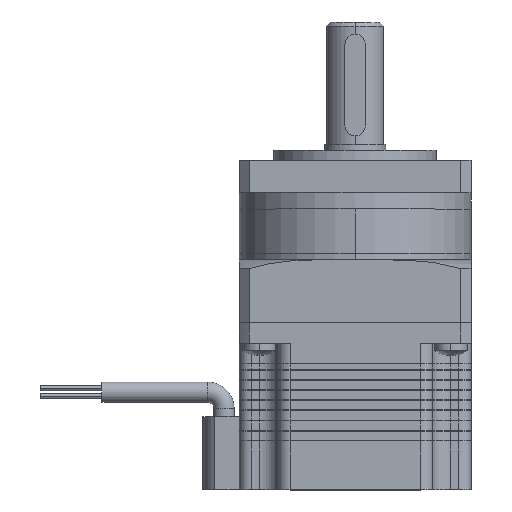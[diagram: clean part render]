
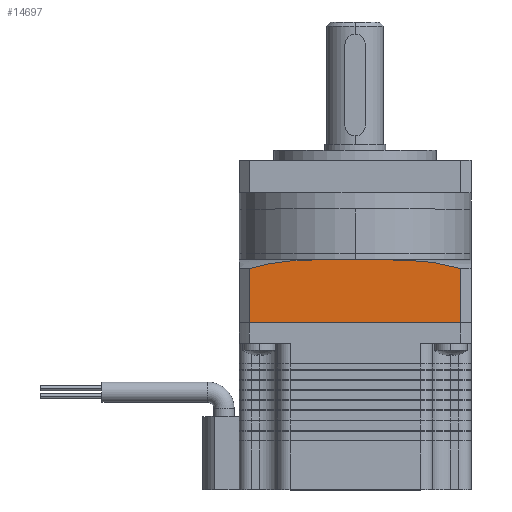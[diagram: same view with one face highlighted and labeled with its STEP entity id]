
A CAD part, top view. The second image highlights one B-rep face of the part: STEP entity #14697.
In plain terms, the highlighted face is planar.
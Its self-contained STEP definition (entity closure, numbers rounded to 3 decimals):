
#324 = ORIENTED_EDGE ( 'NONE', *, *, #28154, .T. ) ;
#384 = ORIENTED_EDGE ( 'NONE', *, *, #25054, .F. ) ;
#643 = DIRECTION ( 'NONE',  ( 1., 0., 0. ) ) ;
#979 = LINE ( 'NONE', #10009, #9895 ) ;
#1313 = CARTESIAN_POINT ( 'NONE',  ( -22.623, 1.223, -28.5 ) ) ;
#1522 = EDGE_LOOP ( 'NONE', ( #20135, #15520, #26350, #25227, #384, #12074, #324 ) ) ;
#1780 = EDGE_CURVE ( 'NONE', #2765, #16708, #2686, .T. ) ;
#2083 = EDGE_CURVE ( 'NONE', #7031, #28072, #25923, .T. ) ;
#2652 = CARTESIAN_POINT ( 'NONE',  ( 26., 2.16, -28.5 ) ) ;
#2686 = LINE ( 'NONE', #18287, #18759 ) ;
#2765 = VERTEX_POINT ( 'NONE', #22449 ) ;
#2796 = CARTESIAN_POINT ( 'NONE',  ( 14.018, 0.151, -28.5 ) ) ;
#3324 = CARTESIAN_POINT ( 'NONE',  ( -8.84, 0.006, -28.5 ) ) ;
#5226 = CARTESIAN_POINT ( 'NONE',  ( 5.362, 0., -28.5 ) ) ;
#7031 = VERTEX_POINT ( 'NONE', #24806 ) ;
#7242 = CARTESIAN_POINT ( 'NONE',  ( 25.165, 1.893, -28.5 ) ) ;
#7368 = CARTESIAN_POINT ( 'NONE',  ( -26., 15.5, -28.5 ) ) ;
#7381 = CARTESIAN_POINT ( 'NONE',  ( 24.313, 1.656, -28.5 ) ) ;
#7523 = CARTESIAN_POINT ( 'NONE',  ( 21.754, 1.07, -28.5 ) ) ;
#7593 = VERTEX_POINT ( 'NONE', #7613 ) ;
#7613 = CARTESIAN_POINT ( 'NONE',  ( -26., 2.16, -28.5 ) ) ;
#7770 = CARTESIAN_POINT ( 'NONE',  ( -24.319, 1.622, -28.5 ) ) ;
#8716 = PLANE ( 'NONE',  #25198 ) ;
#8945 = VERTEX_POINT ( 'NONE', #13471 ) ;
#9266 = CARTESIAN_POINT ( 'NONE',  ( 22.609, 1.245, -28.5 ) ) ;
#9409 = CARTESIAN_POINT ( 'NONE',  ( 7.095, 0., -28.5 ) ) ;
#9731 = DIRECTION ( 'NONE',  ( -1., 0., 0. ) ) ;
#9895 = VECTOR ( 'NONE', #9731, 1000. ) ;
#10009 = CARTESIAN_POINT ( 'NONE',  ( -26., 0., -28.5 ) ) ;
#10040 = CARTESIAN_POINT ( 'NONE',  ( -5.362, 0., -28.5 ) ) ;
#10378 = DIRECTION ( 'NONE',  ( 0., -1., 0. ) ) ;
#10500 = CARTESIAN_POINT ( 'NONE',  ( 26., 15.5, -28.5 ) ) ;
#11425 = VECTOR ( 'NONE', #19202, 1000. ) ;
#11548 = CARTESIAN_POINT ( 'NONE',  ( 12.29, 0.081, -28.5 ) ) ;
#12069 = CARTESIAN_POINT ( 'NONE',  ( -14.042, 0.152, -28.5 ) ) ;
#12074 = ORIENTED_EDGE ( 'NONE', *, *, #2083, .T. ) ;
#13471 = CARTESIAN_POINT ( 'NONE',  ( -26., 15.5, -28.5 ) ) ;
#13702 = CARTESIAN_POINT ( 'NONE',  ( 26., 2.16, -28.5 ) ) ;
#13760 = DIRECTION ( 'NONE',  ( -1., 0., 0. ) ) ;
#13841 = CARTESIAN_POINT ( 'NONE',  ( 8.828, 0.006, -28.5 ) ) ;
#13876 = DIRECTION ( 'NONE',  ( -1., 0., 0. ) ) ;
#13968 = CARTESIAN_POINT ( 'NONE',  ( 5.362, 0., -28.5 ) ) ;
#14697 = ADVANCED_FACE ( 'NONE', ( #16237 ), #8716, .F. ) ;
#14704 = EDGE_CURVE ( 'NONE', #8945, #7593, #15295, .T. ) ;
#15295 = LINE ( 'NONE', #24012, #23367 ) ;
#15520 = ORIENTED_EDGE ( 'NONE', *, *, #1780, .T. ) ;
#16237 = FACE_OUTER_BOUND ( 'NONE', #1522, .T. ) ;
#16488 = CARTESIAN_POINT ( 'NONE',  ( -26., 2.16, -28.5 ) ) ;
#16708 = VERTEX_POINT ( 'NONE', #10040 ) ;
#16911 = CARTESIAN_POINT ( 'NONE',  ( -7.101, 0., -28.5 ) ) ;
#17897 = VECTOR ( 'NONE', #13760, 1000. ) ;
#17983 = EDGE_CURVE ( 'NONE', #16708, #7593, #20238, .T. ) ;
#18168 = LINE ( 'NONE', #27319, #17897 ) ;
#18287 = CARTESIAN_POINT ( 'NONE',  ( -26., 0., -28.5 ) ) ;
#18759 = VECTOR ( 'NONE', #13876, 1000. ) ;
#19202 = DIRECTION ( 'NONE',  ( 0., -1., 0. ) ) ;
#19991 = EDGE_CURVE ( 'NONE', #23939, #2765, #979, .T. ) ;
#20135 = ORIENTED_EDGE ( 'NONE', *, *, #19991, .T. ) ;
#20238 = B_SPLINE_CURVE_WITH_KNOTS ( 'NONE', 3,
 ( #27782, #16911, #3324, #23073, #12069, #20772, #27359, #1313, #7770, #16488 ),
 .UNSPECIFIED., .F., .F.,
 ( 4, 2, 2, 2, 4 ),
 ( 0.005, 0.011, 0.016, 0.021, 0.026 ),
 .UNSPECIFIED. ) ;
#20772 = CARTESIAN_POINT ( 'NONE',  ( -17.491, 0.423, -28.5 ) ) ;
#22402 = CARTESIAN_POINT ( 'NONE',  ( 17.466, 0.42, -28.5 ) ) ;
#22449 = CARTESIAN_POINT ( 'NONE',  ( 0., 0., -28.5 ) ) ;
#23073 = CARTESIAN_POINT ( 'NONE',  ( -12.31, 0.082, -28.5 ) ) ;
#23367 = VECTOR ( 'NONE', #10378, 1000. ) ;
#23939 = VERTEX_POINT ( 'NONE', #13968 ) ;
#24012 = CARTESIAN_POINT ( 'NONE',  ( -26., 15.5, -28.5 ) ) ;
#24806 = CARTESIAN_POINT ( 'NONE',  ( 26., 15.5, -28.5 ) ) ;
#24832 = CARTESIAN_POINT ( 'NONE',  ( 19.186, 0.62, -28.5 ) ) ;
#25054 = EDGE_CURVE ( 'NONE', #7031, #8945, #18168, .T. ) ;
#25198 = AXIS2_PLACEMENT_3D ( 'NONE', #7368, #26154, #643 ) ;
#25227 = ORIENTED_EDGE ( 'NONE', *, *, #14704, .F. ) ;
#25923 = LINE ( 'NONE', #10500, #11425 ) ;
#26154 = DIRECTION ( 'NONE',  ( 0., 0., 1. ) ) ;
#26350 = ORIENTED_EDGE ( 'NONE', *, *, #17983, .T. ) ;
#27319 = CARTESIAN_POINT ( 'NONE',  ( -26., 15.5, -28.5 ) ) ;
#27359 = CARTESIAN_POINT ( 'NONE',  ( -19.209, 0.623, -28.5 ) ) ;
#27562 = B_SPLINE_CURVE_WITH_KNOTS ( 'NONE', 3,
 ( #13702, #7242, #7381, #9266, #7523, #24832, #22402, #2796, #11548, #13841, #9409, #5226 ),
 .UNSPECIFIED., .F., .F.,
 ( 4, 2, 2, 2, 2, 4 ),
 ( 0.185, 0.188, 0.19, 0.195, 0.2, 0.205 ),
 .UNSPECIFIED. ) ;
#27782 = CARTESIAN_POINT ( 'NONE',  ( -5.362, 0., -28.5 ) ) ;
#28072 = VERTEX_POINT ( 'NONE', #2652 ) ;
#28154 = EDGE_CURVE ( 'NONE', #28072, #23939, #27562, .T. ) ;
